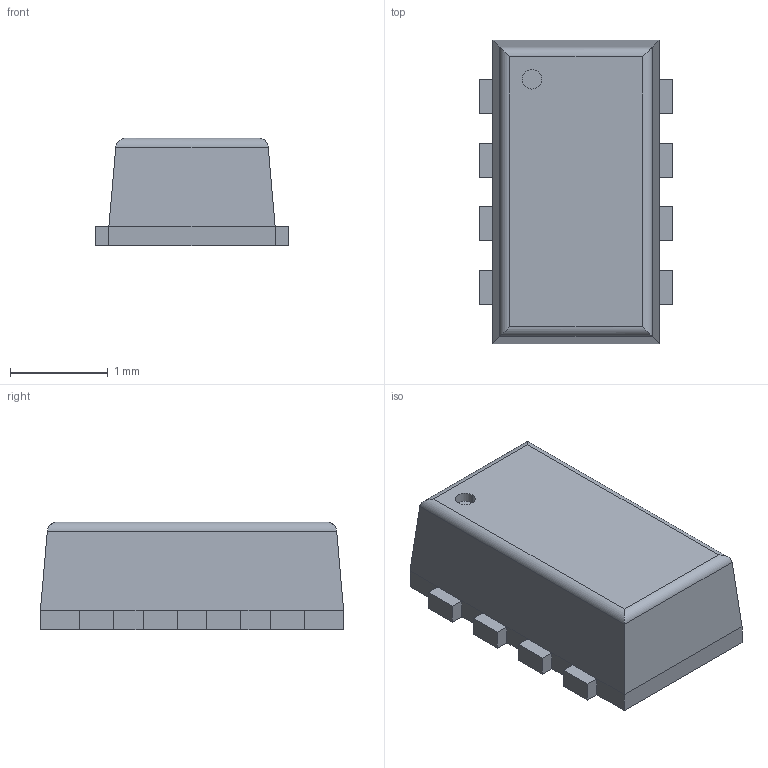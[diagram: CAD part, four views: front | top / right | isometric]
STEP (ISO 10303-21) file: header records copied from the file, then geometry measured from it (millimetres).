
FILE_DESCRIPTION (( 'STEP AP203' ), '1' );
FILE_NAME ('User Library-1206-8.STEP', '2021-10-21T23:35:44', ( '' ), ( '' ), 'SwSTEP 2.0', 'SolidWorks 2021', '' );
FILE_SCHEMA (( 'CONFIG_CONTROL_DESIGN' ));
Length unit declared in the file: millimetre
Products named in the file (1): User Library-1206-8
Bounding box: 1.98 x 3.1 x 1.1 mm (x, y, z)
Volume: 5.5 mm3; surface area: 25.6 mm2
Topology: 9 solids, 9 shells, 105 faces, 234 edges, 148 vertices
Faces by surface type: plane 99, cylinder 6
Entity records: 2881 total; most frequent: CARTESIAN_POINT 500, ORIENTED_EDGE 468, DIRECTION 446, EDGE_CURVE 234, VECTOR 226, LINE 226, VERTEX_POINT 148, AXIS2_PLACEMENT_3D 110
